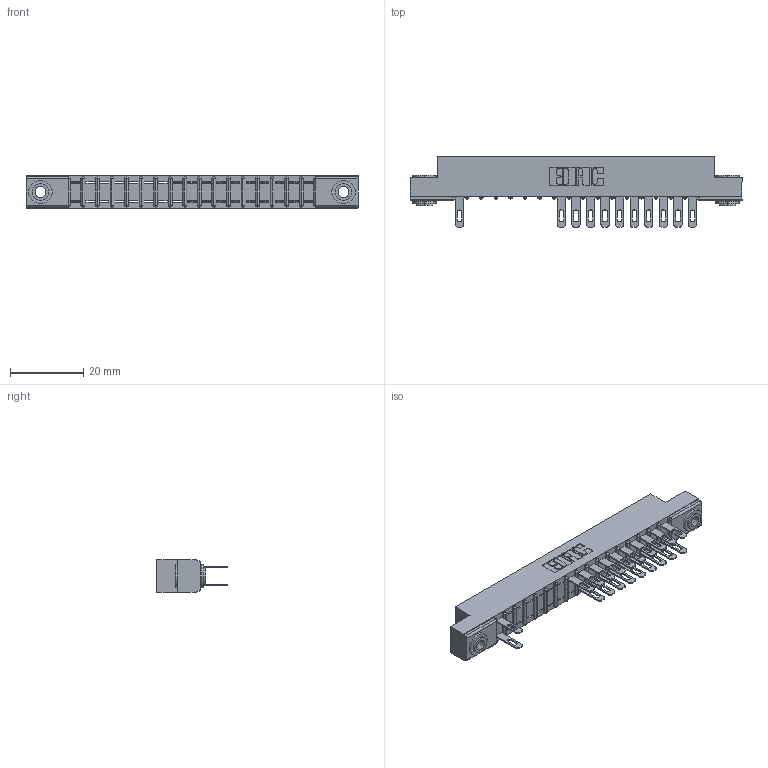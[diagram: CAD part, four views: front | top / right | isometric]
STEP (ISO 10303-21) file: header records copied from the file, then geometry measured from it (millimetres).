
FILE_DESCRIPTION (( 'STEP AP203' ), '1' );
FILE_NAME ('307-034-500-203.STEP', '2018-08-05T01:30:18', ( '' ), ( '' ), 'SwSTEP 2.0', 'SolidWorks 2016', '' );
FILE_SCHEMA (( 'CONFIG_CONTROL_DESIGN' ));
Length unit declared in the file: inch
Products named in the file (4): 307 Part_.156 Dia Mounting Holes; 307-290-001_500; 345-250-002_345-250-002-102; 307-034-500-203
Assembly tree (24 placements, depth 2):
  307-034-500-203
    307 Part_.156 Dia Mounting Holes
    307-290-001_500  x21
    345-250-002_345-250-002-102  x2
Bounding box: 90.37 x 19.18 x 8.71 mm (x, y, z)
Volume: 5805.1 mm3; surface area: 9579.6 mm2
Topology: 24 solids, 24 shells, 1284 faces, 3581 edges, 2306 vertices
Faces by surface type: plane 802, cylinder 438, sphere 36, cone 8
Entity records: 18823 total; most frequent: CARTESIAN_POINT 3121, ORIENTED_EDGE 3094, DIRECTION 3071, EDGE_CURVE 1547, VECTOR 1167, LINE 1167, VERTEX_POINT 1002, AXIS2_PLACEMENT_3D 952
